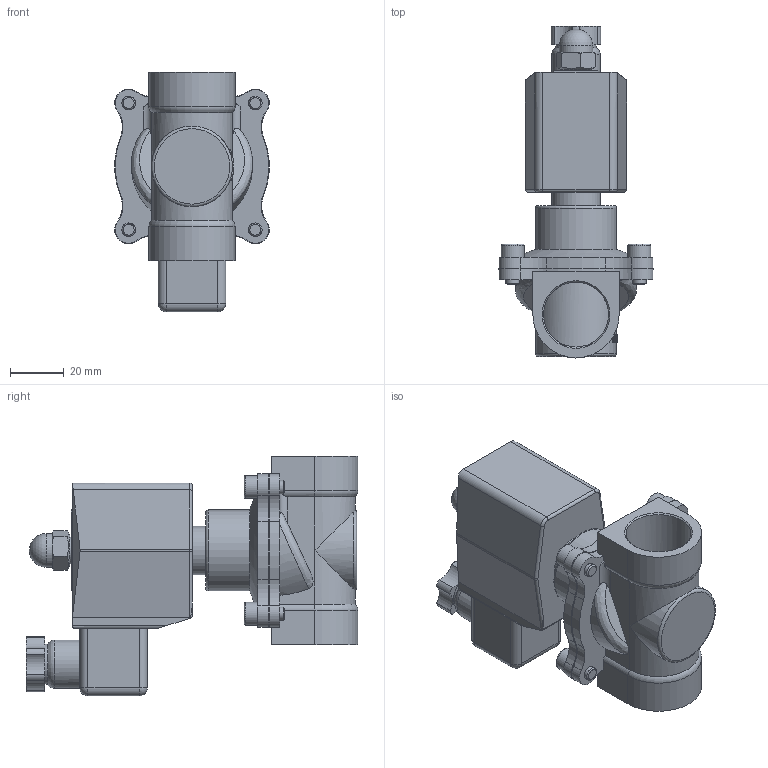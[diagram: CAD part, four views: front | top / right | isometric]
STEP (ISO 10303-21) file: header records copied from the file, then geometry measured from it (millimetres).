
FILE_DESCRIPTION(/* description */ (''),/* implementation_level */ '2;1');
FILE_NAME(/* name */ 'DN20_3D_STEP.stp',/* time_stamp */ '2024-02-15T10:48:18+03:00',/* author */ ('igorr'),/* organization */ (''),/* preprocessor_version */ 'ST-DEVELOPER v19.2',/* originating_system */ 'Autodesk Inventor 2023',/* authorisation */ '');
FILE_SCHEMA (('AUTOMOTIVE_DESIGN { 1 0 10303 214 3 1 1 }'));
Length unit declared in the file: millimetre
Products named in the file (4): Сборка; Деталь1; DIN 1587 - M8; AS 1420 - 1973 - M5 x 10
Assembly tree (6 placements, depth 2):
  Сборка
    Деталь1
    DIN 1587 - M8
    AS 1420 - 1973 - M5 x 10  x4
Bounding box: 57.39 x 123.22 x 89 mm (x, y, z)
Volume: 184599.1 mm3; surface area: 36441.4 mm2
Topology: 6 solids, 6 shells, 340 faces, 846 edges, 549 vertices
Faces by surface type: plane 138, cylinder 132, bspline 28, cone 20, torus 17, sphere 5
Full cylindrical faces by diameter (mm): 5 x12, 6.647 x1, 8.5 x4, 10 x2, 12.5 x1, 15 x1, 18 x2, 24.119 x2, 30 x1
Entity records: 10069 total; most frequent: CARTESIAN_POINT 2637, DIRECTION 1507, ORIENTED_EDGE 1470, EDGE_CURVE 735, AXIS2_PLACEMENT_3D 590, VERTEX_POINT 477, LINE 327, VECTOR 327
